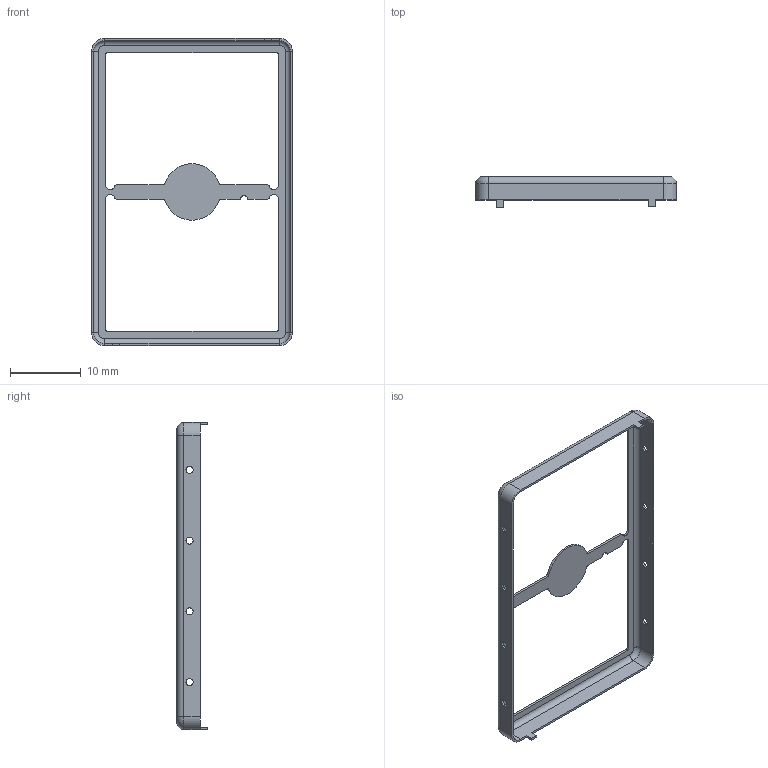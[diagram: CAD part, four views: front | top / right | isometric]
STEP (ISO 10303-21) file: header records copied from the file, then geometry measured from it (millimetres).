
FILE_DESCRIPTION (( 'STEP AP203' ), '1' );
FILE_NAME ('MS434-10F.step', '2020-11-16T08:45:48', ( '' ), ( '' ), 'SwSTEP 2.0', 'SolidWorks 2018', '' );
FILE_SCHEMA (( 'CONFIG_CONTROL_DESIGN' ));
Length unit declared in the file: millimetre
Products named in the file (1): MS434-10F
Bounding box: 28.4 x 4.3 x 43.4 mm (x, y, z)
Volume: 213.5 mm3; surface area: 1528.6 mm2
Topology: 1 solids, 1 shells, 99 faces, 259 edges, 162 vertices
Faces by surface type: cylinder 54, plane 37, torus 8
Entity records: 3170 total; most frequent: DIRECTION 575, CARTESIAN_POINT 521, ORIENTED_EDGE 518, EDGE_CURVE 259, AXIS2_PLACEMENT_3D 216, VERTEX_POINT 162, LINE 143, VECTOR 143
